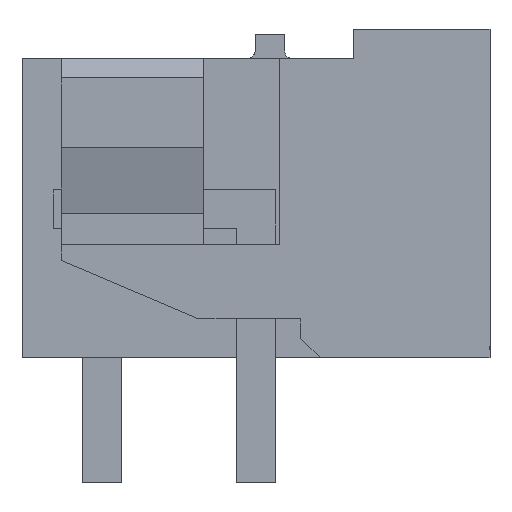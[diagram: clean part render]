
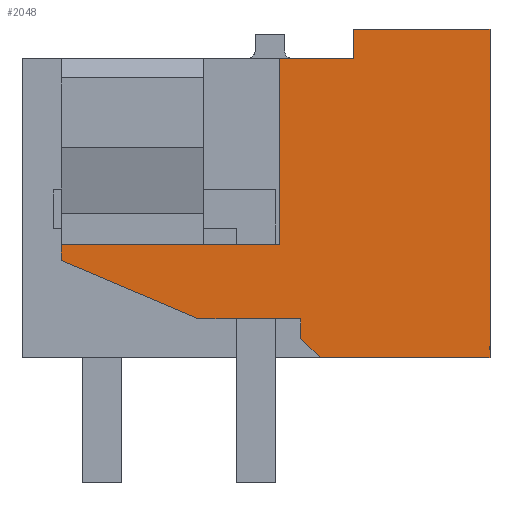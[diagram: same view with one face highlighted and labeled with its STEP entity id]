
A CAD part, left-side view. The second image highlights one B-rep face of the part: STEP entity #2048.
In plain terms, the highlighted planar face has unit normal (-1, 0, 0).
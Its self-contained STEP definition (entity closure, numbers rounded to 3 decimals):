
#2008=AXIS2_PLACEMENT_3D('Plane Axis2P3D',#2005,#2006,#2007) ;
#254=CARTESIAN_POINT('Vertex',(0.,0.,3.2)) ;
#259=CARTESIAN_POINT('Line Origine',(0.,2.177,3.2)) ;
#263=CARTESIAN_POINT('Vertex',(0.,4.354,3.2)) ;
#408=CARTESIAN_POINT('Vertex',(0.,5.4,10.88)) ;
#411=CARTESIAN_POINT('Line Origine',(0.,4.45,10.88)) ;
#415=CARTESIAN_POINT('Vertex',(0.,3.5,10.88)) ;
#1058=CARTESIAN_POINT('Line Origine',(0.,11.,5.905)) ;
#1062=CARTESIAN_POINT('Vertex',(0.,11.,6.11)) ;
#1064=CARTESIAN_POINT('Vertex',(0.,11.,5.701)) ;
#1166=CARTESIAN_POINT('Vertex',(0.,7.465,4.203)) ;
#1169=CARTESIAN_POINT('Line Origine',(0.,9.232,4.952)) ;
#1190=CARTESIAN_POINT('Vertex',(0.,4.854,4.203)) ;
#1193=CARTESIAN_POINT('Line Origine',(0.,6.159,4.203)) ;
#1248=CARTESIAN_POINT('Vertex',(0.,4.854,3.7)) ;
#1251=CARTESIAN_POINT('Line Origine',(0.,4.854,3.951)) ;
#1268=CARTESIAN_POINT('Line Origine',(0.,4.604,3.45)) ;
#1291=CARTESIAN_POINT('Vertex',(0.,0.,11.63)) ;
#1294=CARTESIAN_POINT('Line Origine',(0.,0.,7.415)) ;
#2005=CARTESIAN_POINT('Axis2P3D Location',(0.,12.,1.7)) ;
#2010=CARTESIAN_POINT('Line Origine',(0.,1.75,11.63)) ;
#2014=CARTESIAN_POINT('Vertex',(0.,3.5,11.63)) ;
#2017=CARTESIAN_POINT('Line Origine',(0.,3.5,11.255)) ;
#2022=CARTESIAN_POINT('Line Origine',(0.,5.4,8.495)) ;
#2026=CARTESIAN_POINT('Vertex',(0.,5.4,6.11)) ;
#2029=CARTESIAN_POINT('Line Origine',(0.,8.2,6.11)) ;
#260=DIRECTION('Vector Direction',(0.,1.,0.)) ;
#412=DIRECTION('Vector Direction',(0.,1.,0.)) ;
#1059=DIRECTION('Vector Direction',(0.,0.,1.)) ;
#1170=DIRECTION('Vector Direction',(0.,0.921,0.39)) ;
#1194=DIRECTION('Vector Direction',(0.,-1.,0.)) ;
#1252=DIRECTION('Vector Direction',(0.,0.,-1.)) ;
#1269=DIRECTION('Vector Direction',(0.,0.707,0.707)) ;
#1295=DIRECTION('Vector Direction',(0.,0.,-1.)) ;
#2006=DIRECTION('Axis2P3D Direction',(-1.,0.,0.)) ;
#2007=DIRECTION('Axis2P3D XDirection',(0.,-1.,0.)) ;
#2011=DIRECTION('Vector Direction',(0.,1.,0.)) ;
#2018=DIRECTION('Vector Direction',(0.,0.,1.)) ;
#2023=DIRECTION('Vector Direction',(0.,0.,-1.)) ;
#2030=DIRECTION('Vector Direction',(0.,1.,0.)) ;
#261=VECTOR('Line Direction',#260,1.) ;
#413=VECTOR('Line Direction',#412,1.) ;
#1060=VECTOR('Line Direction',#1059,1.) ;
#1171=VECTOR('Line Direction',#1170,1.) ;
#1195=VECTOR('Line Direction',#1194,1.) ;
#1253=VECTOR('Line Direction',#1252,1.) ;
#1270=VECTOR('Line Direction',#1269,1.) ;
#1296=VECTOR('Line Direction',#1295,1.) ;
#2012=VECTOR('Line Direction',#2011,1.) ;
#2019=VECTOR('Line Direction',#2018,1.) ;
#2024=VECTOR('Line Direction',#2023,1.) ;
#2031=VECTOR('Line Direction',#2030,1.) ;
#2035=ORIENTED_EDGE('',*,*,#2016,.T.) ;
#2036=ORIENTED_EDGE('',*,*,#2021,.T.) ;
#2037=ORIENTED_EDGE('',*,*,#417,.T.) ;
#2038=ORIENTED_EDGE('',*,*,#2028,.T.) ;
#2039=ORIENTED_EDGE('',*,*,#2033,.T.) ;
#2040=ORIENTED_EDGE('',*,*,#1066,.T.) ;
#2041=ORIENTED_EDGE('',*,*,#1173,.T.) ;
#2042=ORIENTED_EDGE('',*,*,#1197,.T.) ;
#2043=ORIENTED_EDGE('',*,*,#1255,.T.) ;
#2044=ORIENTED_EDGE('',*,*,#1272,.T.) ;
#2045=ORIENTED_EDGE('',*,*,#265,.T.) ;
#2046=ORIENTED_EDGE('',*,*,#1298,.T.) ;
#2048=ADVANCED_FACE('HOUSING',(#2047),#2009,.T.) ;
#265=EDGE_CURVE('',#264,#255,#262,.F.) ;
#417=EDGE_CURVE('',#416,#409,#414,.T.) ;
#1066=EDGE_CURVE('',#1063,#1065,#1061,.F.) ;
#1173=EDGE_CURVE('',#1065,#1167,#1172,.F.) ;
#1197=EDGE_CURVE('',#1167,#1191,#1196,.T.) ;
#1255=EDGE_CURVE('',#1191,#1249,#1254,.T.) ;
#1272=EDGE_CURVE('',#1249,#264,#1271,.F.) ;
#1298=EDGE_CURVE('',#255,#1292,#1297,.F.) ;
#2016=EDGE_CURVE('',#1292,#2015,#2013,.T.) ;
#2021=EDGE_CURVE('',#2015,#416,#2020,.F.) ;
#2028=EDGE_CURVE('',#409,#2027,#2025,.T.) ;
#2033=EDGE_CURVE('',#2027,#1063,#2032,.T.) ;
#2034=EDGE_LOOP('',(#2035,#2036,#2037,#2038,#2039,#2040,#2041,#2042,#2043,#2044,#2045,#2046)) ;
#2047=FACE_OUTER_BOUND('',#2034,.T.) ;
#262=LINE('Line',#259,#261) ;
#414=LINE('Line',#411,#413) ;
#1061=LINE('Line',#1058,#1060) ;
#1172=LINE('Line',#1169,#1171) ;
#1196=LINE('Line',#1193,#1195) ;
#1254=LINE('Line',#1251,#1253) ;
#1271=LINE('Line',#1268,#1270) ;
#1297=LINE('Line',#1294,#1296) ;
#2013=LINE('Line',#2010,#2012) ;
#2020=LINE('Line',#2017,#2019) ;
#2025=LINE('Line',#2022,#2024) ;
#2032=LINE('Line',#2029,#2031) ;
#2009=PLANE('',#2008) ;
#255=VERTEX_POINT('',#254) ;
#264=VERTEX_POINT('',#263) ;
#409=VERTEX_POINT('',#408) ;
#416=VERTEX_POINT('',#415) ;
#1063=VERTEX_POINT('',#1062) ;
#1065=VERTEX_POINT('',#1064) ;
#1167=VERTEX_POINT('',#1166) ;
#1191=VERTEX_POINT('',#1190) ;
#1249=VERTEX_POINT('',#1248) ;
#1292=VERTEX_POINT('',#1291) ;
#2015=VERTEX_POINT('',#2014) ;
#2027=VERTEX_POINT('',#2026) ;
